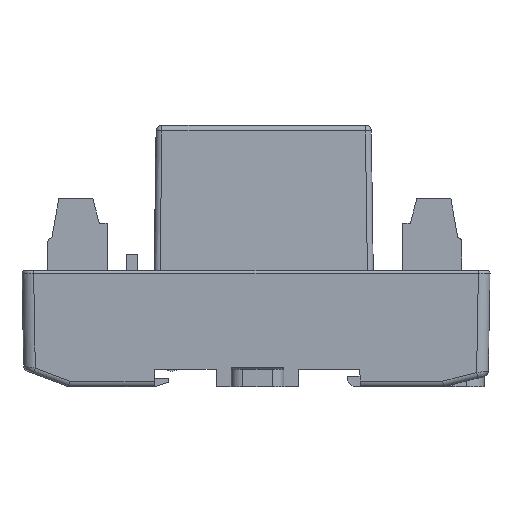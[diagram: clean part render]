
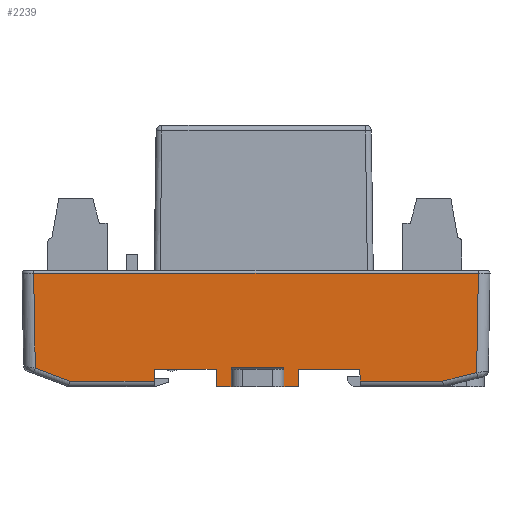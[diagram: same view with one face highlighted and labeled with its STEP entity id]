
A CAD part, left-side view. The second image highlights one B-rep face of the part: STEP entity #2239.
In plain terms, the highlighted planar face has unit normal (-1, 0, -0.018).
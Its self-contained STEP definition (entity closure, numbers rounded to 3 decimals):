
#1493=FACE_OUTER_BOUND('',#4358,.T.);
#2239=ADVANCED_FACE('',(#1493),#3043,.T.);
#3043=PLANE('',#15882);
#4358=EDGE_LOOP('',(#5832,#5833,#5834,#5835,#5836,#5837,#5838,#5839,#5840,
#5841,#5842,#5843,#5844,#5845,#5846,#5847,#5848,#5849));
#5832=ORIENTED_EDGE('',*,*,#11146,.T.);
#5833=ORIENTED_EDGE('',*,*,#11147,.T.);
#5834=ORIENTED_EDGE('',*,*,#10915,.F.);
#5835=ORIENTED_EDGE('',*,*,#10859,.F.);
#5836=ORIENTED_EDGE('',*,*,#11134,.F.);
#5837=ORIENTED_EDGE('',*,*,#11122,.F.);
#5838=ORIENTED_EDGE('',*,*,#10954,.T.);
#5839=ORIENTED_EDGE('',*,*,#11136,.F.);
#5840=ORIENTED_EDGE('',*,*,#10950,.T.);
#5841=ORIENTED_EDGE('',*,*,#11118,.F.);
#5842=ORIENTED_EDGE('',*,*,#11139,.T.);
#5843=ORIENTED_EDGE('',*,*,#10849,.F.);
#5844=ORIENTED_EDGE('',*,*,#11056,.F.);
#5845=ORIENTED_EDGE('',*,*,#11148,.T.);
#5846=ORIENTED_EDGE('',*,*,#11149,.T.);
#5847=ORIENTED_EDGE('',*,*,#11150,.T.);
#5848=ORIENTED_EDGE('',*,*,#11151,.T.);
#5849=ORIENTED_EDGE('',*,*,#11152,.T.);
#9483=VERTEX_POINT('',#21018);
#9484=VERTEX_POINT('',#21020);
#9493=VERTEX_POINT('',#21038);
#9494=VERTEX_POINT('',#21040);
#9546=VERTEX_POINT('',#21153);
#9576=VERTEX_POINT('',#21221);
#9577=VERTEX_POINT('',#21223);
#9579=VERTEX_POINT('',#21229);
#9580=VERTEX_POINT('',#21231);
#9665=VERTEX_POINT('',#21445);
#9702=VERTEX_POINT('',#21567);
#9703=VERTEX_POINT('',#21571);
#9706=VERTEX_POINT('',#21625);
#9707=VERTEX_POINT('',#21626);
#9708=VERTEX_POINT('',#21629);
#9709=VERTEX_POINT('',#21631);
#9710=VERTEX_POINT('',#21633);
#9711=VERTEX_POINT('',#21635);
#10849=EDGE_CURVE('',#9483,#9484,#12863,.T.);
#10859=EDGE_CURVE('',#9493,#9494,#12871,.T.);
#10915=EDGE_CURVE('',#9494,#9546,#12925,.T.);
#10950=EDGE_CURVE('',#9577,#9576,#12956,.T.);
#10954=EDGE_CURVE('',#9580,#9579,#12960,.T.);
#11056=EDGE_CURVE('',#9665,#9483,#13045,.T.);
#11118=EDGE_CURVE('',#9702,#9576,#13097,.T.);
#11122=EDGE_CURVE('',#9580,#9703,#13100,.T.);
#11134=EDGE_CURVE('',#9703,#9493,#13108,.T.);
#11136=EDGE_CURVE('',#9577,#9579,#13110,.T.);
#11139=EDGE_CURVE('',#9702,#9484,#13113,.T.);
#11146=EDGE_CURVE('',#9706,#9707,#13120,.T.);
#11147=EDGE_CURVE('',#9707,#9546,#13121,.T.);
#11148=EDGE_CURVE('',#9665,#9708,#13122,.T.);
#11149=EDGE_CURVE('',#9708,#9709,#13123,.T.);
#11150=EDGE_CURVE('',#9709,#9710,#13124,.T.);
#11151=EDGE_CURVE('',#9710,#9711,#13125,.T.);
#11152=EDGE_CURVE('',#9711,#9706,#13126,.T.);
#12863=LINE('',#21019,#14367);
#12871=LINE('',#21039,#14375);
#12925=LINE('',#21152,#14429);
#12956=LINE('',#21222,#14460);
#12960=LINE('',#21230,#14464);
#13045=LINE('',#21444,#14549);
#13097=LINE('',#21568,#14601);
#13100=LINE('',#21576,#14604);
#13108=LINE('',#21600,#14612);
#13110=LINE('',#21604,#14614);
#13113=LINE('',#21609,#14617);
#13120=LINE('',#21624,#14624);
#13121=LINE('',#21627,#14625);
#13122=LINE('',#21628,#14626);
#13123=LINE('',#21630,#14627);
#13124=LINE('',#21632,#14628);
#13125=LINE('',#21634,#14629);
#13126=LINE('',#21636,#14630);
#14367=VECTOR('',#17052,1.);
#14375=VECTOR('',#17064,1.);
#14429=VECTOR('',#17132,1.);
#14460=VECTOR('',#17179,1.);
#14464=VECTOR('',#17185,1.);
#14549=VECTOR('',#17326,1.);
#14601=VECTOR('',#17446,1.);
#14604=VECTOR('',#17453,1.);
#14612=VECTOR('',#17493,1.);
#14614=VECTOR('',#17499,1.);
#14617=VECTOR('',#17506,1.);
#14624=VECTOR('',#17529,1.);
#14625=VECTOR('',#17530,1.);
#14626=VECTOR('',#17531,1.);
#14627=VECTOR('',#17532,1.);
#14628=VECTOR('',#17533,1.);
#14629=VECTOR('',#17534,1.);
#14630=VECTOR('',#17535,1.);
#15882=AXIS2_PLACEMENT_3D('',#21637,#17536,#17537);
#17052=DIRECTION('',(0.,1.,0.));
#17064=DIRECTION('',(0.,1.,0.));
#17132=DIRECTION('',(0.017,0.,-1.));
#17179=DIRECTION('',(0.017,0.,-1.));
#17185=DIRECTION('',(-0.017,0.,1.));
#17326=DIRECTION('',(-0.017,0.017,1.));
#17446=DIRECTION('',(0.,1.,0.));
#17453=DIRECTION('',(0.,1.,0.));
#17493=DIRECTION('',(-0.017,0.035,0.999));
#17499=DIRECTION('',(0.,1.,0.));
#17506=DIRECTION('',(-0.017,-0.035,0.999));
#17529=DIRECTION('',(0.006,-0.936,-0.351));
#17530=DIRECTION('',(0.,-1.,0.));
#17531=DIRECTION('',(0.,-1.,0.));
#17532=DIRECTION('',(-0.004,-0.97,0.243));
#17533=DIRECTION('',(-0.017,-0.017,1.));
#17534=DIRECTION('',(0.,1.,0.));
#17535=DIRECTION('',(0.017,-0.017,-1.));
#17536=DIRECTION('',(-1.,0.,-0.017));
#17537=DIRECTION('',(0.017,0.,-1.));
#21018=CARTESIAN_POINT('',(193.826,21.951,-6.544));
#21019=CARTESIAN_POINT('',(193.826,39.8,-6.544));
#21020=CARTESIAN_POINT('',(193.826,32.437,-6.544));
#21038=CARTESIAN_POINT('',(193.826,46.647,-6.544));
#21039=CARTESIAN_POINT('',(193.826,39.8,-6.544));
#21040=CARTESIAN_POINT('',(193.826,57.283,-6.544));
#21152=CARTESIAN_POINT('',(193.529,57.283,10.458));
#21153=CARTESIAN_POINT('',(193.861,57.283,-8.562));
#21221=CARTESIAN_POINT('',(193.878,34.992,-9.544));
#21222=CARTESIAN_POINT('',(193.529,34.992,10.458));
#21223=CARTESIAN_POINT('',(193.821,34.992,-6.26));
#21229=CARTESIAN_POINT('',(193.821,44.092,-6.26));
#21230=CARTESIAN_POINT('',(193.529,44.092,10.458));
#21231=CARTESIAN_POINT('',(193.878,44.092,-9.544));
#21444=CARTESIAN_POINT('',(193.81,21.967,-5.666));
#21445=CARTESIAN_POINT('',(193.861,21.916,-8.562));
#21567=CARTESIAN_POINT('',(193.878,32.542,-9.544));
#21568=CARTESIAN_POINT('',(193.878,39.542,-9.544));
#21571=CARTESIAN_POINT('',(193.878,46.542,-9.544));
#21576=CARTESIAN_POINT('',(193.878,39.542,-9.544));
#21600=CARTESIAN_POINT('',(193.533,47.232,10.199));
#21604=CARTESIAN_POINT('',(193.821,248.987,-6.26));
#21609=CARTESIAN_POINT('',(193.881,32.548,-9.719));
#21624=CARTESIAN_POINT('',(194.004,50.005,-16.745));
#21625=CARTESIAN_POINT('',(193.822,77.716,-6.354));
#21626=CARTESIAN_POINT('',(193.861,71.828,-8.562));
#21627=CARTESIAN_POINT('',(193.861,39.8,-8.562));
#21628=CARTESIAN_POINT('',(193.861,39.8,-8.562));
#21629=CARTESIAN_POINT('',(193.861,7.714,-8.562));
#21630=CARTESIAN_POINT('',(193.973,33.436,-14.992));
#21631=CARTESIAN_POINT('',(193.836,1.897,-7.107));
#21632=CARTESIAN_POINT('',(193.528,1.59,10.491));
#21633=CARTESIAN_POINT('',(193.538,1.6,9.947));
#21634=CARTESIAN_POINT('',(193.538,39.8,9.947));
#21635=CARTESIAN_POINT('',(193.538,78.001,9.947));
#21636=CARTESIAN_POINT('',(193.541,77.998,9.792));
#21637=CARTESIAN_POINT('',(193.529,39.8,10.458));
